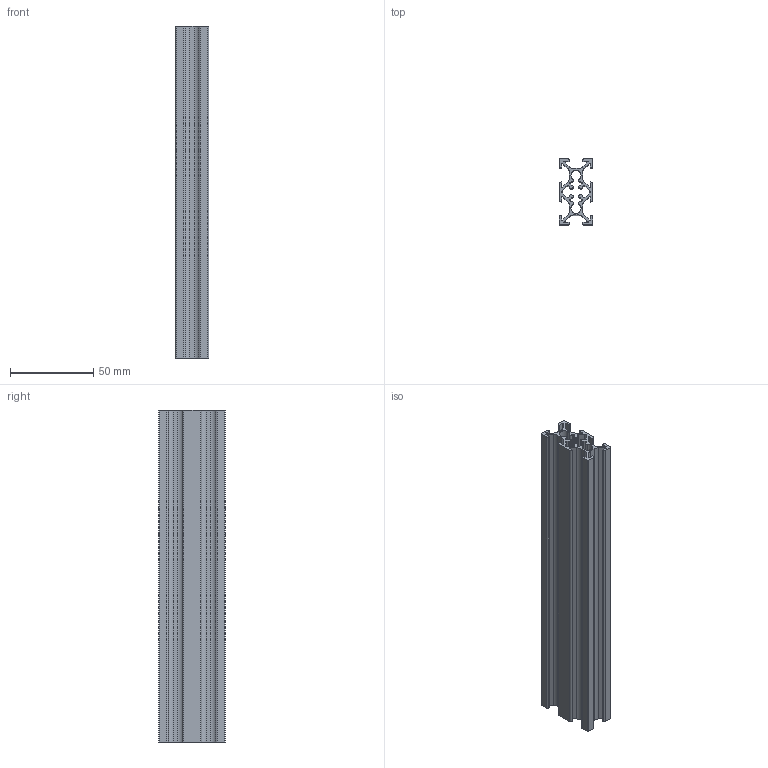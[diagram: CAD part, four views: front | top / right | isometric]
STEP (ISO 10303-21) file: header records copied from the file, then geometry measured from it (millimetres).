
FILE_DESCRIPTION (( 'STEP AP203' ), '1' );
FILE_NAME ('perfil 20x40.STEP', '2015-12-11T17:05:09', ( '' ), ( '' ), 'SwSTEP 2.0', 'SolidWorks 2014', '' );
FILE_SCHEMA (( 'CONFIG_CONTROL_DESIGN' ));
Length unit declared in the file: millimetre
Products named in the file (1): perfil 20x40
Bounding box: 20 x 40 x 200 mm (x, y, z)
Volume: 51959.4 mm3; surface area: 66489.1 mm2
Topology: 1 solids, 1 shells, 187 faces, 555 edges, 370 vertices
Faces by surface type: cylinder 107, plane 80
Entity records: 6424 total; most frequent: DIRECTION 1145, CARTESIAN_POINT 1113, ORIENTED_EDGE 1110, EDGE_CURVE 555, AXIS2_PLACEMENT_3D 402, VERTEX_POINT 370, LINE 341, VECTOR 341
